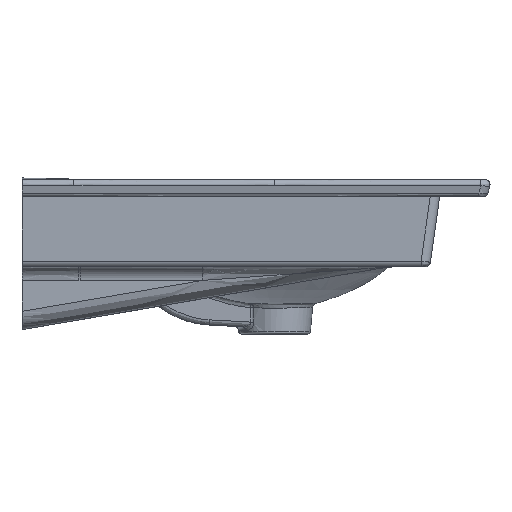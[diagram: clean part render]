
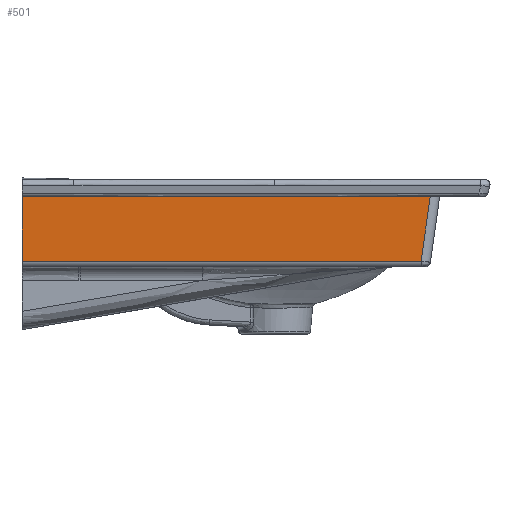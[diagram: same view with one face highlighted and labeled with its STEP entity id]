
A CAD part, left-side view. The second image highlights one B-rep face of the part: STEP entity #501.
In plain terms, the highlighted planar face has unit normal (-0.999, 0, -0.035).
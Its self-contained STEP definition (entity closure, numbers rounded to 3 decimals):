
#270=PLANE('',#3830);
#501=ADVANCED_FACE('',(#727),#270,.T.);
#727=FACE_OUTER_BOUND('',#950,.T.);
#950=EDGE_LOOP('',(#2274,#2275,#2276,#2277));
#1073=LINE('',#4425,#1152);
#1152=VECTOR('',#3855,1.);
#2274=ORIENTED_EDGE('',*,*,#3300,.F.);
#2275=ORIENTED_EDGE('',*,*,#2762,.T.);
#2276=ORIENTED_EDGE('',*,*,#3299,.T.);
#2277=ORIENTED_EDGE('',*,*,#3220,.T.);
#2384=VERTEX_POINT('',#4424);
#2385=VERTEX_POINT('',#4426);
#2716=VERTEX_POINT('',#20221);
#2717=VERTEX_POINT('',#20278);
#2762=EDGE_CURVE('',#2385,#2384,#1073,.T.);
#3220=EDGE_CURVE('',#2716,#2717,#3588,.T.);
#3299=EDGE_CURVE('',#2384,#2716,#3633,.T.);
#3300=EDGE_CURVE('',#2385,#2717,#3634,.T.);
#3588=B_SPLINE_CURVE_WITH_KNOTS('',3,(#20279,#20280,#20281,#20282),
 .UNSPECIFIED.,.F.,.F.,(4,4),(0.,1.),.UNSPECIFIED.);
#3633=B_SPLINE_CURVE_WITH_KNOTS('',1,(#21924,#21925),.UNSPECIFIED.,.F.,
 .F.,(2,2),(0.,1.),.UNSPECIFIED.);
#3634=B_SPLINE_CURVE_WITH_KNOTS('',1,(#21927,#21928),.UNSPECIFIED.,.F.,
 .F.,(2,2),(0.,1.),.UNSPECIFIED.);
#3830=AXIS2_PLACEMENT_3D('',#21929,#4297,#4298);
#3855=DIRECTION('',(0.035,0.,-0.999));
#4297=DIRECTION('',(-0.999,0.,-0.035));
#4298=DIRECTION('',(0.035,0.,-0.999));
#4424=CARTESIAN_POINT('',(-347.669,0.,-87.209));
#4425=CARTESIAN_POINT('',(-348.881,0.,-52.517));
#4426=CARTESIAN_POINT('',(-350.092,0.,-17.826));
#20221=CARTESIAN_POINT('',(-347.669,-426.401,-87.209));
#20278=CARTESIAN_POINT('',(-350.092,-436.152,-17.826));
#20279=CARTESIAN_POINT('',(-347.669,-426.401,-87.209));
#20280=CARTESIAN_POINT('',(-348.477,-429.652,-64.081));
#20281=CARTESIAN_POINT('',(-349.284,-432.902,-40.953));
#20282=CARTESIAN_POINT('',(-350.092,-436.152,-17.826));
#21924=CARTESIAN_POINT('',(-347.669,0.,-87.209));
#21925=CARTESIAN_POINT('',(-347.669,-426.401,-87.209));
#21927=CARTESIAN_POINT('',(-350.092,0.,-17.826));
#21928=CARTESIAN_POINT('',(-350.092,-436.152,-17.826));
#21929=CARTESIAN_POINT('',(-347.669,-438.769,-87.209));
